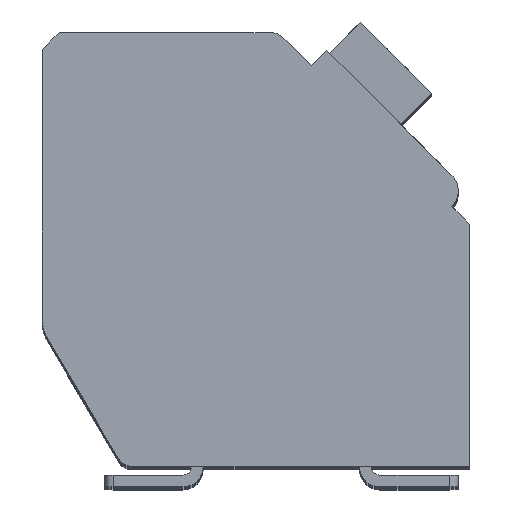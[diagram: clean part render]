
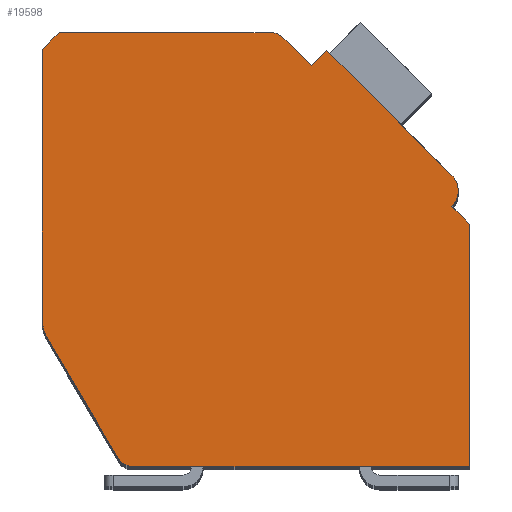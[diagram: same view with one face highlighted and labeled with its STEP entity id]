
A CAD part, top view. The second image highlights one B-rep face of the part: STEP entity #19598.
In plain terms, the highlighted planar face has unit normal (0, 0, 1).
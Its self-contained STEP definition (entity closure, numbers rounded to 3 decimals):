
#411=DIRECTION('',(0.,-1.,0.));
#412=VECTOR('',#411,8.053);
#413=CARTESIAN_POINT('',(-12.7,12.4,2.1));
#414=LINE('',#413,#412);
#415=DIRECTION('',(-0.707,-0.707,0.));
#416=VECTOR('',#415,0.707);
#417=CARTESIAN_POINT('',(-12.2,12.9,2.1));
#418=LINE('',#417,#416);
#419=DIRECTION('',(-1.,0.,0.));
#420=VECTOR('',#419,6.298);
#421=CARTESIAN_POINT('',(-5.902,12.9,2.1));
#422=LINE('',#421,#420);
#423=CARTESIAN_POINT('',(-5.902,12.4,2.1));
#424=DIRECTION('',(0.,0.,1.));
#425=DIRECTION('',(0.707,0.707,0.));
#426=AXIS2_PLACEMENT_3D('',#423,#424,#425);
#428=DIRECTION('',(-0.707,0.707,0.));
#429=VECTOR('',#428,1.197);
#430=CARTESIAN_POINT('',(-4.702,11.907,2.1));
#431=LINE('',#430,#429);
#432=DIRECTION('',(-0.707,-0.707,0.));
#433=VECTOR('',#432,0.65);
#434=CARTESIAN_POINT('',(-4.243,12.367,2.1));
#435=LINE('',#434,#433);
#436=DIRECTION('',(-0.707,0.707,0.));
#437=VECTOR('',#436,5.25);
#438=CARTESIAN_POINT('',(-0.53,8.655,2.1));
#439=LINE('',#438,#437);
#440=CARTESIAN_POINT('',(-0.99,8.195,2.1));
#441=DIRECTION('',(0.,0.,1.));
#442=DIRECTION('',(0.707,-0.707,0.));
#443=AXIS2_PLACEMENT_3D('',#440,#441,#442);
#445=DIRECTION('',(-0.707,0.707,0.));
#446=VECTOR('',#445,0.75);
#447=CARTESIAN_POINT('',(0.,7.205,2.1));
#448=LINE('',#447,#446);
#449=DIRECTION('',(0.,1.,0.));
#450=VECTOR('',#449,7.205);
#451=CARTESIAN_POINT('',(0.,0.,2.1));
#452=LINE('',#451,#450);
#453=DIRECTION('',(1.,0.,0.));
#454=VECTOR('',#453,10.014);
#455=CARTESIAN_POINT('',(-10.014,0.,2.1));
#456=LINE('',#455,#454);
#457=CARTESIAN_POINT('',(-10.014,0.5,2.1));
#458=DIRECTION('',(0.,0.,1.));
#459=DIRECTION('',(-0.862,-0.508,0.));
#460=AXIS2_PLACEMENT_3D('',#457,#458,#459);
#462=DIRECTION('',(0.508,-0.862,0.));
#463=VECTOR('',#462,4.17);
#464=CARTESIAN_POINT('',(-12.562,3.839,2.1));
#465=LINE('',#464,#463);
#466=CARTESIAN_POINT('',(-11.7,4.347,2.1));
#467=DIRECTION('',(0.,0.,1.));
#468=DIRECTION('',(-1.,0.,0.));
#469=AXIS2_PLACEMENT_3D('',#466,#467,#468);
#14752=CARTESIAN_POINT('',(-12.7,12.4,2.1));
#14753=CARTESIAN_POINT('',(-12.7,4.347,2.1));
#14754=VERTEX_POINT('',#14752);
#14755=VERTEX_POINT('',#14753);
#14756=CARTESIAN_POINT('',(-12.562,3.839,2.1));
#14757=VERTEX_POINT('',#14756);
#14758=CARTESIAN_POINT('',(-10.445,0.246,2.1));
#14759=VERTEX_POINT('',#14758);
#14760=CARTESIAN_POINT('',(-10.014,0.,2.1));
#14761=VERTEX_POINT('',#14760);
#14762=CARTESIAN_POINT('',(0.,0.,2.1));
#14763=VERTEX_POINT('',#14762);
#14764=CARTESIAN_POINT('',(0.,7.205,2.1));
#14765=VERTEX_POINT('',#14764);
#14766=CARTESIAN_POINT('',(-0.53,7.735,2.1));
#14767=VERTEX_POINT('',#14766);
#14768=CARTESIAN_POINT('',(-0.53,8.655,2.1));
#14769=VERTEX_POINT('',#14768);
#14770=CARTESIAN_POINT('',(-4.243,12.367,2.1));
#14771=VERTEX_POINT('',#14770);
#14772=CARTESIAN_POINT('',(-4.702,11.907,2.1));
#14773=VERTEX_POINT('',#14772);
#14774=CARTESIAN_POINT('',(-5.548,12.754,2.1));
#14775=VERTEX_POINT('',#14774);
#14776=CARTESIAN_POINT('',(-5.902,12.9,2.1));
#14777=VERTEX_POINT('',#14776);
#14778=CARTESIAN_POINT('',(-12.2,12.9,2.1));
#14779=VERTEX_POINT('',#14778);
#19565=CARTESIAN_POINT('',(0.,0.,2.1));
#19566=DIRECTION('',(0.,0.,1.));
#19567=DIRECTION('',(1.,0.,0.));
#19568=AXIS2_PLACEMENT_3D('',#19565,#19566,#19567);
#19569=PLANE('',#19568);
#19570=ORIENTED_EDGE('',*,*,#19183,.F.);
#19572=ORIENTED_EDGE('',*,*,#19571,.F.);
#19574=ORIENTED_EDGE('',*,*,#19573,.F.);
#19576=ORIENTED_EDGE('',*,*,#19575,.F.);
#19578=ORIENTED_EDGE('',*,*,#19577,.F.);
#19580=ORIENTED_EDGE('',*,*,#19579,.F.);
#19582=ORIENTED_EDGE('',*,*,#19581,.F.);
#19584=ORIENTED_EDGE('',*,*,#19583,.F.);
#19586=ORIENTED_EDGE('',*,*,#19585,.F.);
#19588=ORIENTED_EDGE('',*,*,#19587,.F.);
#19590=ORIENTED_EDGE('',*,*,#19589,.F.);
#19592=ORIENTED_EDGE('',*,*,#19591,.F.);
#19594=ORIENTED_EDGE('',*,*,#19593,.F.);
#19595=ORIENTED_EDGE('',*,*,#19333,.F.);
#19596=EDGE_LOOP('',(#19570,#19572,#19574,#19576,#19578,#19580,#19582,#19584,
#19586,#19588,#19590,#19592,#19594,#19595));
#19597=FACE_OUTER_BOUND('',#19596,.F.);
#427=CIRCLE('',#426,0.5);
#444=CIRCLE('',#443,0.65);
#461=CIRCLE('',#460,0.5);
#470=CIRCLE('',#469,1.);
#19183=EDGE_CURVE('',#14754,#14755,#414,.T.);
#19333=EDGE_CURVE('',#14755,#14757,#470,.T.);
#19571=EDGE_CURVE('',#14779,#14754,#418,.T.);
#19573=EDGE_CURVE('',#14777,#14779,#422,.T.);
#19575=EDGE_CURVE('',#14775,#14777,#427,.T.);
#19577=EDGE_CURVE('',#14773,#14775,#431,.T.);
#19579=EDGE_CURVE('',#14771,#14773,#435,.T.);
#19581=EDGE_CURVE('',#14769,#14771,#439,.T.);
#19583=EDGE_CURVE('',#14767,#14769,#444,.T.);
#19585=EDGE_CURVE('',#14765,#14767,#448,.T.);
#19587=EDGE_CURVE('',#14763,#14765,#452,.T.);
#19589=EDGE_CURVE('',#14761,#14763,#456,.T.);
#19591=EDGE_CURVE('',#14759,#14761,#461,.T.);
#19593=EDGE_CURVE('',#14757,#14759,#465,.T.);
#19598=ADVANCED_FACE('',(#19597),#19569,.T.);
